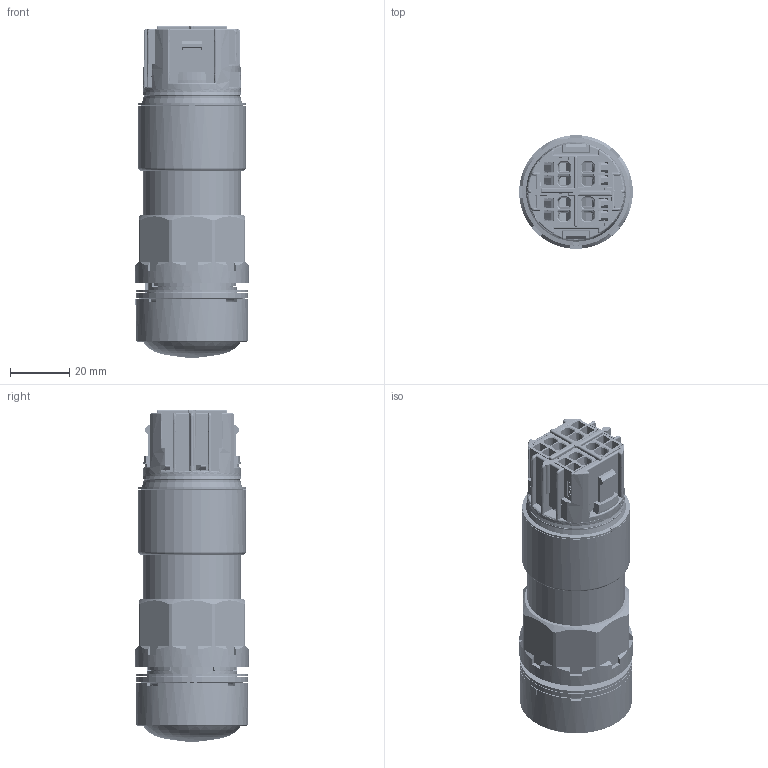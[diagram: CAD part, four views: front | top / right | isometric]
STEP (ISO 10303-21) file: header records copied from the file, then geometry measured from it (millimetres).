
FILE_DESCRIPTION (( 'STEP AP203' ), '1' );
FILE_NAME ('8013_3_2-al.STEP', '2013-07-22T13:41:48', ( 'Admin' ), ( 'R. STAHL AG' ), 'SwSTEP 2.0', 'SolidWorks 2013', '' );
FILE_SCHEMA (( 'CONFIG_CONTROL_DESIGN' ));
Length unit declared in the file: millimetre
Products named in the file (19): 80_139_01_54_0_lang; 80_139_03_51_0_Leuchtmelder ohne Gewinde; 8013_3_2-al; 80_139_02_57_0; 80_139_01_66_0_Leuchtmelder; Zugfeder_Wago_22091999mon.prt; 80_139_01_66_0_Dichtung_angepasst; 80_139_01_94_0_gesteckt; 80_139_02_66_0_Leuchtmelder; Klemmenblock; 80_139_02_04_0; 80_130_01_62_0; 80_139_03_57_0; 86_029_12_58_0_mit Streuscheibe; 80_130_41_79_0_Verguss; 86_029_18_58_0_ohne Text; 80_130_41_79_0; 80_139_02_51_0; 86_029_07_95_0
Assembly tree (23 placements, depth 4):
  8013_3_2-al
    80_130_41_79_0
      80_139_02_51_0
      80_139_03_51_0_Leuchtmelder ohne Gewinde
      80_139_02_66_0_Leuchtmelder
        80_139_01_66_0_Leuchtmelder
        80_139_01_66_0_Dichtung_angepasst
      80_139_02_04_0
      80_139_03_57_0  x2
      80_130_41_79_0_Verguss
    80_130_01_62_0  x4
      80_139_01_54_0_lang
      Klemmenblock
        80_139_02_57_0
        Zugfeder_Wago_22091999mon.prt  x2
        80_139_01_94_0_gesteckt
    86_029_12_58_0_mit Streuscheibe
    86_029_18_58_0_ohne Text
    86_029_07_95_0
Bounding box: 38.5 x 38.5 x 112.5 mm (x, y, z)
Volume: 76927.2 mm3; surface area: 81232.8 mm2
Topology: 31 solids, 45 shells, 8251 faces, 22159 edges, 14184 vertices
Faces by surface type: plane 3024, cylinder 2677, torus 926, sphere 792, bspline 624, cone 208
Entity records: 244255 total; most frequent: CARTESIAN_POINT 84639, ORIENTED_EDGE 34212, DIRECTION 32349, EDGE_CURVE 17106, AXIS2_PLACEMENT_3D 12772, VERTEX_POINT 10996, VECTOR 6805, LINE 6805
